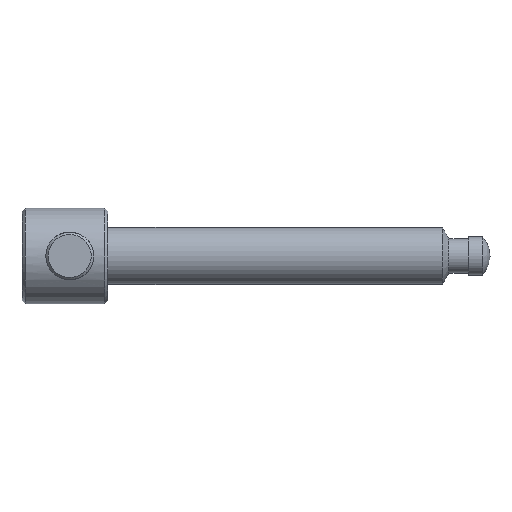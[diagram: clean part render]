
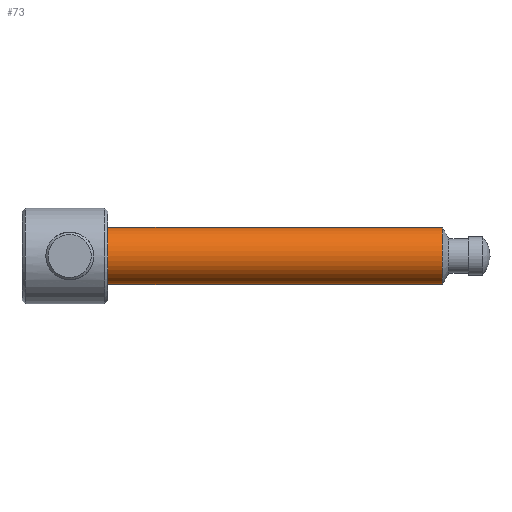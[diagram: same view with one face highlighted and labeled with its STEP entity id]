
A CAD part, left-side view. The second image highlights one B-rep face of the part: STEP entity #73.
In plain terms, the highlighted cylindrical face has radius 6 mm (diameter 12 mm), a full revolution.
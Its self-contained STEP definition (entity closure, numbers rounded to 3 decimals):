
#73 = ADVANCED_FACE( '', ( #155, #156 ), #157, .T. );
#155 = FACE_OUTER_BOUND( '', #229, .T. );
#156 = FACE_OUTER_BOUND( '', #230, .T. );
#157 = CYLINDRICAL_SURFACE( '', #231, 6. );
#229 = EDGE_LOOP( '', ( #329 ) );
#230 = EDGE_LOOP( '', ( #330 ) );
#231 = AXIS2_PLACEMENT_3D( '', #331, #332, #333 );
#329 = ORIENTED_EDGE( '', *, *, #345, .F. );
#330 = ORIENTED_EDGE( '', *, *, #362, .T. );
#331 = CARTESIAN_POINT( '', ( 0., 0., 0. ) );
#332 = DIRECTION( '', ( 0., 1., 0. ) );
#333 = DIRECTION( '', ( 0., 0., -1. ) );
#345 = EDGE_CURVE( '', #385, #385, #386, .T. );
#362 = EDGE_CURVE( '', #409, #409, #410, .T. );
#385 = VERTEX_POINT( '', #434 );
#386 = CIRCLE( '', #435, 6. );
#409 = VERTEX_POINT( '', #608 );
#410 = CIRCLE( '', #609, 6. );
#434 = CARTESIAN_POINT( '', ( 0., 10., -6. ) );
#435 = AXIS2_PLACEMENT_3D( '', #634, #635, #636 );
#608 = CARTESIAN_POINT( '', ( 0., 80., -6. ) );
#609 = AXIS2_PLACEMENT_3D( '', #652, #653, #654 );
#634 = CARTESIAN_POINT( '', ( 0., 10., 0. ) );
#635 = DIRECTION( '', ( 0., -1., 0. ) );
#636 = DIRECTION( '', ( 0., 0., -1. ) );
#652 = CARTESIAN_POINT( '', ( 0., 80., 0. ) );
#653 = DIRECTION( '', ( 0., -1., 0. ) );
#654 = DIRECTION( '', ( 0., 0., -1. ) );
